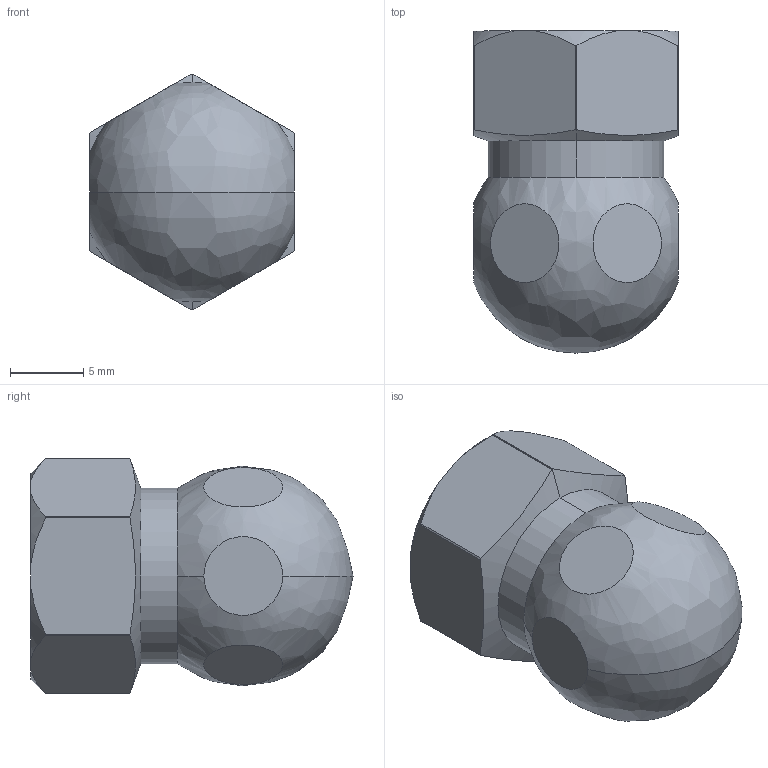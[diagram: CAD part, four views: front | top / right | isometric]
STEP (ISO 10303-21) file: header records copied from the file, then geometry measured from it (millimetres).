
FILE_DESCRIPTION (( 'STEP AP203' ), '1' );
FILE_NAME ('203600802_c_1.STEP', '2023-02-26T21:21:37', ( '' ), ( '' ), 'SwSTEP 2.0', 'SolidWorks 2014', '' );
FILE_SCHEMA (( 'CONFIG_CONTROL_DESIGN' ));
Length unit declared in the file: millimetre
Products named in the file (1): 203600802_c_1
Bounding box: 14 x 22 x 16.1 mm (x, y, z)
Volume: 2652.6 mm3; surface area: 1467.9 mm2
Topology: 1 solids, 1 shells, 37 faces, 96 edges, 64 vertices
Faces by surface type: plane 13, cylinder 11, cone 11, bspline 2
Entity records: 1559 total; most frequent: CARTESIAN_POINT 598, ORIENTED_EDGE 188, DIRECTION 180, EDGE_CURVE 94, AXIS2_PLACEMENT_3D 76, VERTEX_POINT 64, EDGE_LOOP 42, CIRCLE 40
